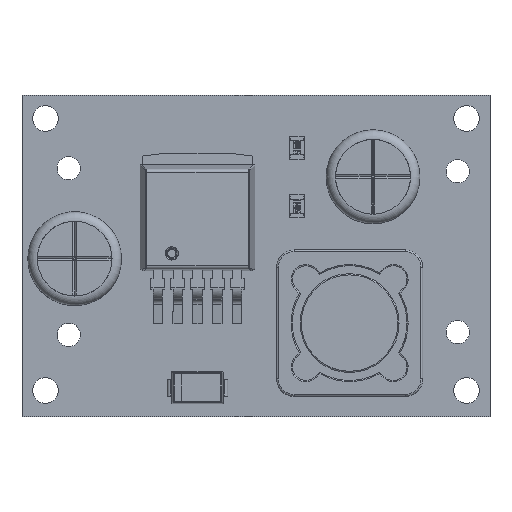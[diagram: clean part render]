
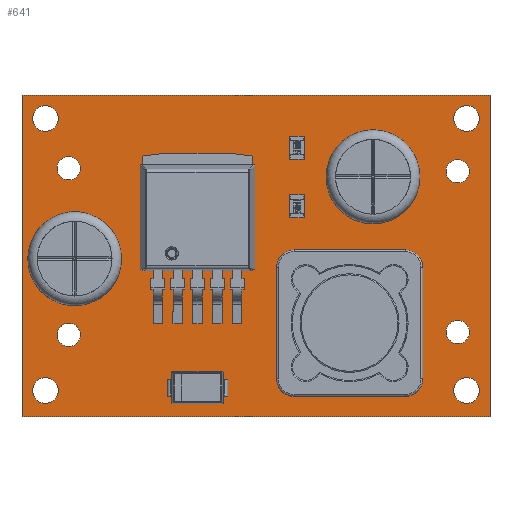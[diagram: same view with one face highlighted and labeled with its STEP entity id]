
A CAD part, top view. The second image highlights one B-rep face of the part: STEP entity #641.
In plain terms, the highlighted planar face has unit normal (0, 0, 1).
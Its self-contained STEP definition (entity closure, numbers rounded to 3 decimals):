
#80 = VERTEX_POINT('',#81);
#81 = CARTESIAN_POINT('',(85.,62.5,1.591));
#87 = EDGE_CURVE('',#80,#88,#90,.T.);
#88 = VERTEX_POINT('',#89);
#89 = CARTESIAN_POINT('',(125.,62.5,1.591));
#90 = LINE('',#91,#92);
#91 = CARTESIAN_POINT('',(85.,62.5,1.591));
#92 = VECTOR('',#93,1.);
#93 = DIRECTION('',(1.,0.,0.));
#118 = EDGE_CURVE('',#88,#119,#121,.T.);
#119 = VERTEX_POINT('',#120);
#120 = CARTESIAN_POINT('',(125.,90.,1.591));
#121 = LINE('',#122,#123);
#122 = CARTESIAN_POINT('',(125.,62.5,1.591));
#123 = VECTOR('',#124,1.);
#124 = DIRECTION('',(0.,1.,0.));
#149 = EDGE_CURVE('',#119,#150,#152,.T.);
#150 = VERTEX_POINT('',#151);
#151 = CARTESIAN_POINT('',(85.,90.,1.591));
#152 = LINE('',#153,#154);
#153 = CARTESIAN_POINT('',(125.,90.,1.591));
#154 = VECTOR('',#155,1.);
#155 = DIRECTION('',(-1.,0.,0.));
#180 = EDGE_CURVE('',#150,#80,#181,.T.);
#181 = LINE('',#182,#183);
#182 = CARTESIAN_POINT('',(85.,90.,1.591));
#183 = VECTOR('',#184,1.);
#184 = DIRECTION('',(0.,-1.,0.));
#204 = VERTEX_POINT('',#205);
#205 = CARTESIAN_POINT('',(88.1,64.75,1.591));
#211 = EDGE_CURVE('',#204,#204,#212,.T.);
#212 = CIRCLE('',#213,1.1);
#213 = AXIS2_PLACEMENT_3D('',#214,#215,#216);
#214 = CARTESIAN_POINT('',(87.,64.75,1.591));
#215 = DIRECTION('',(0.,0.,1.));
#216 = DIRECTION('',(1.,0.,0.));
#237 = VERTEX_POINT('',#238);
#238 = CARTESIAN_POINT('',(90.,69.5,1.591));
#244 = EDGE_CURVE('',#237,#237,#245,.T.);
#245 = CIRCLE('',#246,1.);
#246 = AXIS2_PLACEMENT_3D('',#247,#248,#249);
#247 = CARTESIAN_POINT('',(89.,69.5,1.591));
#248 = DIRECTION('',(0.,0.,1.));
#249 = DIRECTION('',(1.,0.,0.));
#270 = VERTEX_POINT('',#271);
#271 = CARTESIAN_POINT('',(89.9,74.25,1.591));
#277 = EDGE_CURVE('',#270,#270,#278,.T.);
#278 = CIRCLE('',#279,0.4);
#279 = AXIS2_PLACEMENT_3D('',#280,#281,#282);
#280 = CARTESIAN_POINT('',(89.5,74.25,1.591));
#281 = DIRECTION('',(0.,0.,1.));
#282 = DIRECTION('',(1.,0.,0.));
#303 = VERTEX_POINT('',#304);
#304 = CARTESIAN_POINT('',(88.1,88.,1.591));
#310 = EDGE_CURVE('',#303,#303,#311,.T.);
#311 = CIRCLE('',#312,1.1);
#312 = AXIS2_PLACEMENT_3D('',#313,#314,#315);
#313 = CARTESIAN_POINT('',(87.,88.,1.591));
#314 = DIRECTION('',(0.,0.,1.));
#315 = DIRECTION('',(1.,0.,0.));
#336 = VERTEX_POINT('',#337);
#337 = CARTESIAN_POINT('',(89.9,77.75,1.591));
#343 = EDGE_CURVE('',#336,#336,#344,.T.);
#344 = CIRCLE('',#345,0.4);
#345 = AXIS2_PLACEMENT_3D('',#346,#347,#348);
#346 = CARTESIAN_POINT('',(89.5,77.75,1.591));
#347 = DIRECTION('',(0.,0.,1.));
#348 = DIRECTION('',(1.,0.,0.));
#369 = VERTEX_POINT('',#370);
#370 = CARTESIAN_POINT('',(90.,83.75,1.591));
#376 = EDGE_CURVE('',#369,#369,#377,.T.);
#377 = CIRCLE('',#378,1.);
#378 = AXIS2_PLACEMENT_3D('',#379,#380,#381);
#379 = CARTESIAN_POINT('',(89.,83.75,1.591));
#380 = DIRECTION('',(0.,0.,1.));
#381 = DIRECTION('',(1.,0.,0.));
#402 = VERTEX_POINT('',#403);
#403 = CARTESIAN_POINT('',(115.4,81.25,1.591));
#409 = EDGE_CURVE('',#402,#402,#410,.T.);
#410 = CIRCLE('',#411,0.4);
#411 = AXIS2_PLACEMENT_3D('',#412,#413,#414);
#412 = CARTESIAN_POINT('',(115.,81.25,1.591));
#413 = DIRECTION('',(0.,0.,1.));
#414 = DIRECTION('',(1.,0.,0.));
#435 = VERTEX_POINT('',#436);
#436 = CARTESIAN_POINT('',(124.1,64.75,1.591));
#442 = EDGE_CURVE('',#435,#435,#443,.T.);
#443 = CIRCLE('',#444,1.1);
#444 = AXIS2_PLACEMENT_3D('',#445,#446,#447);
#445 = CARTESIAN_POINT('',(123.,64.75,1.591));
#446 = DIRECTION('',(0.,0.,1.));
#447 = DIRECTION('',(1.,0.,0.));
#468 = VERTEX_POINT('',#469);
#469 = CARTESIAN_POINT('',(123.25,69.75,1.591));
#475 = EDGE_CURVE('',#468,#468,#476,.T.);
#476 = CIRCLE('',#477,1.);
#477 = AXIS2_PLACEMENT_3D('',#478,#479,#480);
#478 = CARTESIAN_POINT('',(122.25,69.75,1.591));
#479 = DIRECTION('',(0.,0.,1.));
#480 = DIRECTION('',(1.,0.,0.));
#501 = VERTEX_POINT('',#502);
#502 = CARTESIAN_POINT('',(115.4,84.75,1.591));
#508 = EDGE_CURVE('',#501,#501,#509,.T.);
#509 = CIRCLE('',#510,0.4);
#510 = AXIS2_PLACEMENT_3D('',#511,#512,#513);
#511 = CARTESIAN_POINT('',(115.,84.75,1.591));
#512 = DIRECTION('',(0.,0.,1.));
#513 = DIRECTION('',(1.,0.,0.));
#534 = VERTEX_POINT('',#535);
#535 = CARTESIAN_POINT('',(123.25,83.5,1.591));
#541 = EDGE_CURVE('',#534,#534,#542,.T.);
#542 = CIRCLE('',#543,1.);
#543 = AXIS2_PLACEMENT_3D('',#544,#545,#546);
#544 = CARTESIAN_POINT('',(122.25,83.5,1.591));
#545 = DIRECTION('',(0.,0.,1.));
#546 = DIRECTION('',(1.,0.,0.));
#567 = VERTEX_POINT('',#568);
#568 = CARTESIAN_POINT('',(124.1,88.,1.591));
#574 = EDGE_CURVE('',#567,#567,#575,.T.);
#575 = CIRCLE('',#576,1.1);
#576 = AXIS2_PLACEMENT_3D('',#577,#578,#579);
#577 = CARTESIAN_POINT('',(123.,88.,1.591));
#578 = DIRECTION('',(0.,0.,1.));
#579 = DIRECTION('',(1.,0.,0.));
#641 = ADVANCED_FACE('',(#642,#648,#651,#654,#657,#660,#663,#666,#669,
    #672,#675,#678,#681),#684,.F.);
#642 = FACE_BOUND('',#643,.T.);
#643 = EDGE_LOOP('',(#644,#645,#646,#647));
#644 = ORIENTED_EDGE('',*,*,#87,.T.);
#645 = ORIENTED_EDGE('',*,*,#118,.T.);
#646 = ORIENTED_EDGE('',*,*,#149,.T.);
#647 = ORIENTED_EDGE('',*,*,#180,.T.);
#648 = FACE_BOUND('',#649,.F.);
#649 = EDGE_LOOP('',(#650));
#650 = ORIENTED_EDGE('',*,*,#211,.T.);
#651 = FACE_BOUND('',#652,.F.);
#652 = EDGE_LOOP('',(#653));
#653 = ORIENTED_EDGE('',*,*,#244,.T.);
#654 = FACE_BOUND('',#655,.F.);
#655 = EDGE_LOOP('',(#656));
#656 = ORIENTED_EDGE('',*,*,#277,.T.);
#657 = FACE_BOUND('',#658,.F.);
#658 = EDGE_LOOP('',(#659));
#659 = ORIENTED_EDGE('',*,*,#310,.T.);
#660 = FACE_BOUND('',#661,.F.);
#661 = EDGE_LOOP('',(#662));
#662 = ORIENTED_EDGE('',*,*,#343,.T.);
#663 = FACE_BOUND('',#664,.F.);
#664 = EDGE_LOOP('',(#665));
#665 = ORIENTED_EDGE('',*,*,#376,.T.);
#666 = FACE_BOUND('',#667,.F.);
#667 = EDGE_LOOP('',(#668));
#668 = ORIENTED_EDGE('',*,*,#409,.T.);
#669 = FACE_BOUND('',#670,.F.);
#670 = EDGE_LOOP('',(#671));
#671 = ORIENTED_EDGE('',*,*,#442,.T.);
#672 = FACE_BOUND('',#673,.F.);
#673 = EDGE_LOOP('',(#674));
#674 = ORIENTED_EDGE('',*,*,#475,.T.);
#675 = FACE_BOUND('',#676,.F.);
#676 = EDGE_LOOP('',(#677));
#677 = ORIENTED_EDGE('',*,*,#508,.T.);
#678 = FACE_BOUND('',#679,.F.);
#679 = EDGE_LOOP('',(#680));
#680 = ORIENTED_EDGE('',*,*,#541,.T.);
#681 = FACE_BOUND('',#682,.F.);
#682 = EDGE_LOOP('',(#683));
#683 = ORIENTED_EDGE('',*,*,#574,.T.);
#684 = PLANE('',#685);
#685 = AXIS2_PLACEMENT_3D('',#686,#687,#688);
#686 = CARTESIAN_POINT('',(85.,62.5,1.591));
#687 = DIRECTION('',(0.,0.,-1.));
#688 = DIRECTION('',(-1.,0.,0.));
